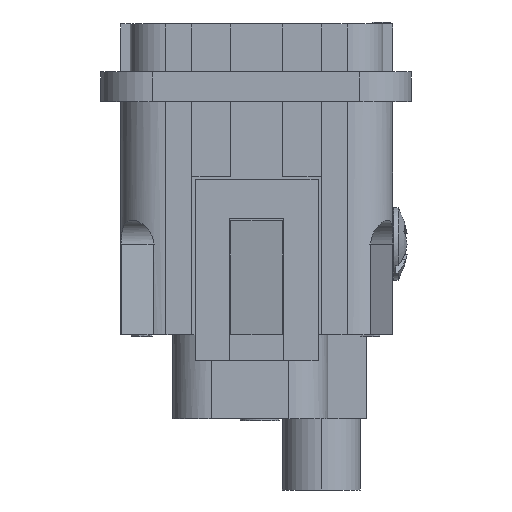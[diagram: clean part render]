
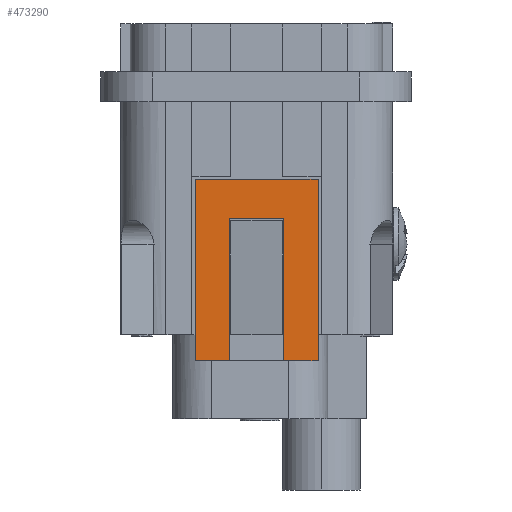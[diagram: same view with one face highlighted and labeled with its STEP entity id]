
A CAD part, left-side view. The second image highlights one B-rep face of the part: STEP entity #473290.
In plain terms, the highlighted planar face has unit normal (-1, 0, 0).
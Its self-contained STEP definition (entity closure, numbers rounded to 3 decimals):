
#470940=CARTESIAN_POINT('',(79.6,81.35,14.));
#470950=VERTEX_POINT('',#470940);
#470980=CARTESIAN_POINT('',(79.6,81.35,2.));
#470990=DIRECTION('',(0.,0.,1.));
#471000=VECTOR('',#470990,1.);
#471010=LINE('',#470980,#471000);
#471020=CARTESIAN_POINT('',(79.6,81.35,0.));
#471030=VERTEX_POINT('',#471020);
#471040=EDGE_CURVE('',#471030,#470950,#471010,.T.);
#471650=CARTESIAN_POINT('',(79.6,78.7,0.));
#471660=VERTEX_POINT('',#471650);
#471690=CARTESIAN_POINT('',(79.6,78.7,-22.));
#471700=DIRECTION('',(0.,0.,-1.));
#471710=VECTOR('',#471700,1.);
#471720=LINE('',#471690,#471710);
#471730=CARTESIAN_POINT('',(79.6,78.7,11.));
#471740=VERTEX_POINT('',#471730);
#471750=EDGE_CURVE('',#471740,#471660,#471720,.T.);
#472120=CARTESIAN_POINT('',(79.6,71.85,0.));
#472130=VERTEX_POINT('',#472120);
#472200=CARTESIAN_POINT('',(79.6,123.265,0.));
#472210=DIRECTION('',(0.,1.,0.));
#472220=VECTOR('',#472210,1.);
#472230=LINE('',#472200,#472220);
#472240=EDGE_CURVE('',#471660,#471030,#472230,.T.);
#472390=CARTESIAN_POINT('',(79.6,74.5,0.));
#472400=VERTEX_POINT('',#472390);
#472430=CARTESIAN_POINT('',(79.6,123.265,0.));
#472440=DIRECTION('',(0.,1.,0.));
#472450=VECTOR('',#472440,1.);
#472460=LINE('',#472430,#472450);
#472470=EDGE_CURVE('',#472130,#472400,#472460,.T.);
#472770=CARTESIAN_POINT('',(79.6,71.85,14.));
#472780=VERTEX_POINT('',#472770);
#472810=CARTESIAN_POINT('',(79.6,123.265,14.));
#472820=DIRECTION('',(0.,-1.,0.));
#472830=VECTOR('',#472820,1.);
#472840=LINE('',#472810,#472830);
#472850=EDGE_CURVE('',#470950,#472780,#472840,.T.);
#472970=CARTESIAN_POINT('',(79.6,81.35,2.));
#472980=DIRECTION('',(-1.,0.,0.));
#472990=DIRECTION('',(0.,1.,0.));
#473000=AXIS2_PLACEMENT_3D('',#472970,#472980,#472990);
#473010=PLANE('',#473000);
#473020=ORIENTED_EDGE('',*,*,#472850,.F.);
#473030=CARTESIAN_POINT('',(79.6,71.85,2.));
#473040=DIRECTION('',(0.,0.,1.));
#473050=VECTOR('',#473040,1.);
#473060=LINE('',#473030,#473050);
#473070=EDGE_CURVE('',#472130,#472780,#473060,.T.);
#473080=ORIENTED_EDGE('',*,*,#473070,.T.);
#473090=ORIENTED_EDGE('',*,*,#472470,.F.);
#473100=CARTESIAN_POINT('',(79.6,74.5,-22.));
#473110=DIRECTION('',(0.,0.,1.));
#473120=VECTOR('',#473110,1.);
#473130=LINE('',#473100,#473120);
#473140=CARTESIAN_POINT('',(79.6,74.5,11.));
#473150=VERTEX_POINT('',#473140);
#473160=EDGE_CURVE('',#472400,#473150,#473130,.T.);
#473170=ORIENTED_EDGE('',*,*,#473160,.F.);
#473180=CARTESIAN_POINT('',(79.6,123.265,11.));
#473190=DIRECTION('',(0.,-1.,0.));
#473200=VECTOR('',#473190,1.);
#473210=LINE('',#473180,#473200);
#473220=EDGE_CURVE('',#471740,#473150,#473210,.T.);
#473230=ORIENTED_EDGE('',*,*,#473220,.T.);
#473240=ORIENTED_EDGE('',*,*,#471750,.F.);
#473250=ORIENTED_EDGE('',*,*,#472240,.F.);
#473260=ORIENTED_EDGE('',*,*,#471040,.F.);
#473270=EDGE_LOOP('',(#473260,#473250,#473240,#473230,#473170,#473090,
#473080,#473020));
#473280=FACE_OUTER_BOUND('',#473270,.T.);
#473290=ADVANCED_FACE('',(#473280),#473010,.T.);
